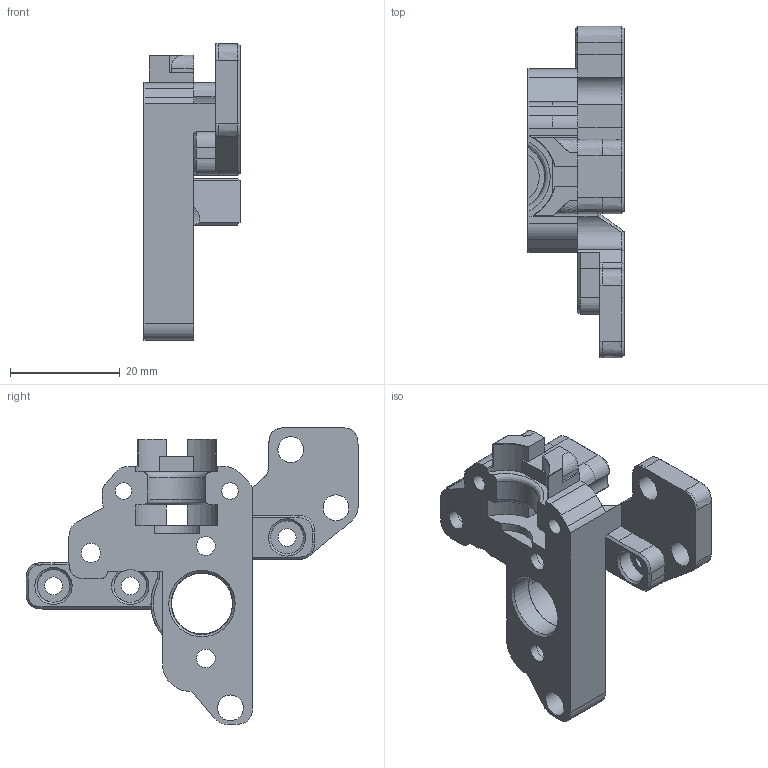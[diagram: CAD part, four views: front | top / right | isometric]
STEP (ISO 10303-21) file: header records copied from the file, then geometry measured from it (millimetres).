
FILE_DESCRIPTION(/* description */ ('STEP AP242','CAx-IF Rec.Pracs.---Representation and Presentation of Product Manufacturing Information (PMI)---4.0---2014-10-13','CAx-IF Rec.Pracs.---3D Tessellated Geometry---0.4---2014-09-14','2;1'),/* implementation_level */ '2;1');
FILE_NAME(/* name */ '62eaacba64a63f0ba1c63bbe',/* time_stamp */ '2022-08-03T17:13:31+00:00',/* author */ (''),/* organization */ (''),/* preprocessor_version */ 'ST-DEVELOPER v18.102',/* originating_system */ ' ',/* authorisation */ ' ');
FILE_SCHEMA (('AP242_MANAGED_MODEL_BASED_3D_ENGINEERING_MIM_LF { 1 0 10303 442 1 1 4 }'));
Length unit declared in the file: metre
Products named in the file (1): Front Plate
Bounding box: 17.5 x 60.51 x 54.06 mm (x, y, z)
Volume: 11110.3 mm3; surface area: 7462.3 mm2
Topology: 1 solids, 1 shells, 240 faces, 691 edges, 460 vertices
Faces by surface type: plane 118, bspline 70, cylinder 41, cone 11
Full cylindrical faces by diameter (mm): 3 x2, 3.25 x3, 3.4 x2, 3.5 x1, 4.7 x3, 5.5 x2, 6 x10, 11.3 x1
Entity records: 8547 total; most frequent: CARTESIAN_POINT 3123, ORIENTED_EDGE 1282, DIRECTION 791, EDGE_CURVE 641, VERTEX_POINT 439, EDGE_LOOP 302, FACE_BOUND 302, B_SPLINE_CURVE_WITH_KNOTS 281
